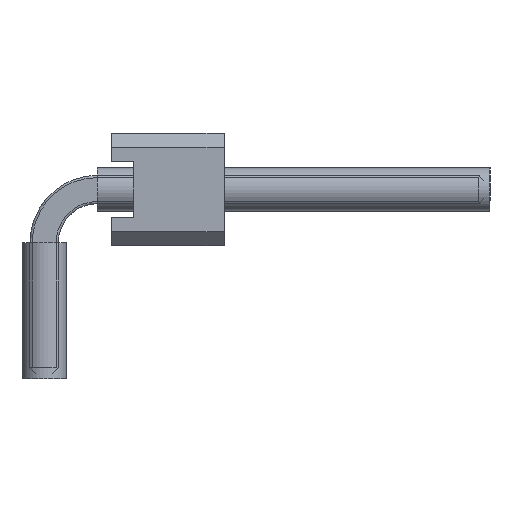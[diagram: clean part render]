
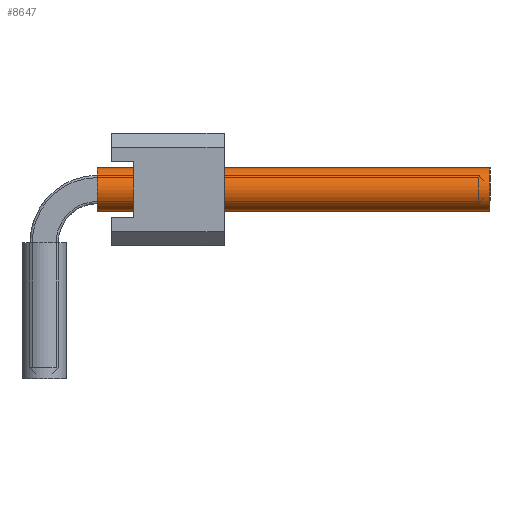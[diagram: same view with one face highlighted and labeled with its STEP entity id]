
A CAD part, left-side view. The second image highlights one B-rep face of the part: STEP entity #8647.
In plain terms, the highlighted cylindrical face has radius 0.5 mm (diameter 1 mm), a full revolution.
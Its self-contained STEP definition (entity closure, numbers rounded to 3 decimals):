
#4872=ORIENTED_EDGE('',*,*,#6104,.F.);
#4873=ORIENTED_EDGE('',*,*,#6105,.T.);
#6104=EDGE_CURVE('',#6924,#6924,#7160,.T.);
#6105=EDGE_CURVE('',#6925,#6925,#7161,.T.);
#6924=VERTEX_POINT('',#14235);
#6925=VERTEX_POINT('',#14237);
#7160=CIRCLE('',#9359,0.5);
#7161=CIRCLE('',#9360,0.5);
#7634=EDGE_LOOP('',(#4872));
#7635=EDGE_LOOP('',(#4873));
#8108=FACE_BOUND('',#7634,.T.);
#8109=FACE_BOUND('',#7635,.T.);
#8229=CYLINDRICAL_SURFACE('',#9358,0.5);
#8647=ADVANCED_FACE('',(#8108,#8109),#8229,.F.);
#9358=AXIS2_PLACEMENT_3D('',#14233,#11706,#11707);
#9359=AXIS2_PLACEMENT_3D('',#14234,#11708,#11709);
#9360=AXIS2_PLACEMENT_3D('',#14236,#11710,#11711);
#11706=DIRECTION('',(1.,0.,0.));
#11707=DIRECTION('',(0.,0.,-1.));
#11708=DIRECTION('',(-1.,0.,0.));
#11709=DIRECTION('',(0.,0.,1.));
#11710=DIRECTION('',(-1.,0.,0.));
#11711=DIRECTION('',(0.,0.,1.));
#14233=CARTESIAN_POINT('',(1.2,0.,4.27));
#14234=CARTESIAN_POINT('',(10.06,0.,4.27));
#14235=CARTESIAN_POINT('',(10.06,0.,4.77));
#14236=CARTESIAN_POINT('',(1.2,0.,4.27));
#14237=CARTESIAN_POINT('',(1.2,0.,4.77));
